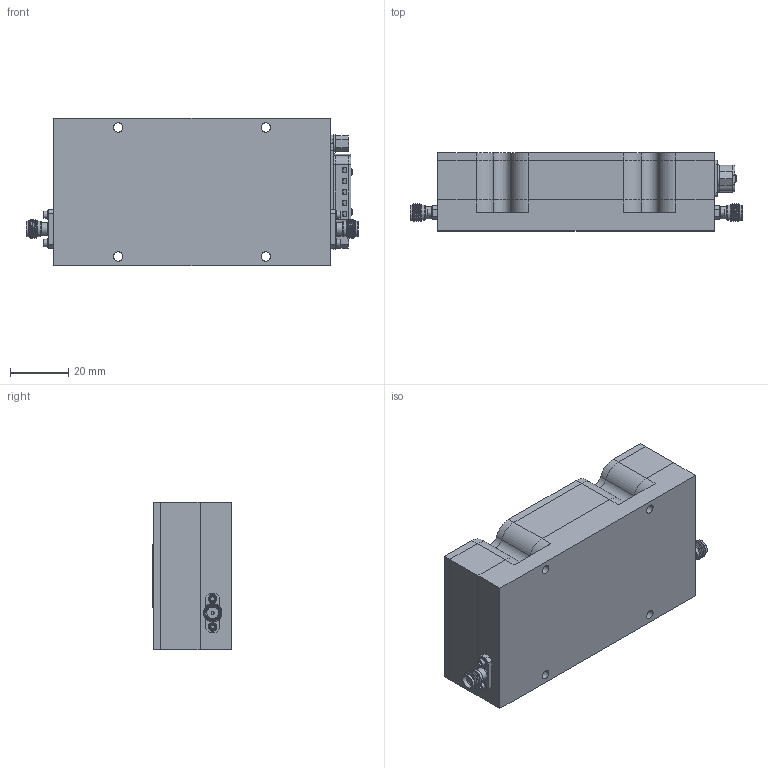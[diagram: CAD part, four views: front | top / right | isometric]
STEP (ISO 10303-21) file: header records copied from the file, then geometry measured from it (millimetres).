
FILE_DESCRIPTION (( 'STEP AP203' ), '1' );
FILE_NAME ('SPA-060-43-10-SMA_3D.step', '2022-04-04T15:19:32', ( '' ), ( '' ), 'SwSTEP 2.0', 'SolidWorks 2021', '' );
FILE_SCHEMA (( 'CONFIG_CONTROL_DESIGN' ));
Products named in the file (1): SPA-060-43-10-SMA_3D
Bounding box: 114.4 x 26.97 x 50.8 mm (x, y, z)
Volume: 127646.3 mm3; surface area: 9278936794162.8 mm2
Topology: 13 solids, 39 shells, 2719 faces, 7042 edges, 4598 vertices
Faces by surface type: plane 1611, bspline 658, cylinder 297, cone 138, torus 15
Full cylindrical faces by diameter (mm): 1.01 x2, 1.016 x5, 1.03 x3, 1.27 x3, 1.524 x12, 1.778 x8, 1.854 x4, 2.156 x4, 2.438 x4, 2.7 x2, 2.946 x4, 3.131 x2, 3.175 x4, 3.6 x2, 4.064 x2, 4.293 x2, 4.521 x2, 5.334 x4, 5.994 x2
Entity records: 129848 total; most frequent: CARTESIAN_POINT 70561, ORIENTED_EDGE 13478, DIRECTION 9424, EDGE_CURVE 6739, VERTEX_POINT 4495, LINE 4362, VECTOR 4362, EDGE_LOOP 3134
